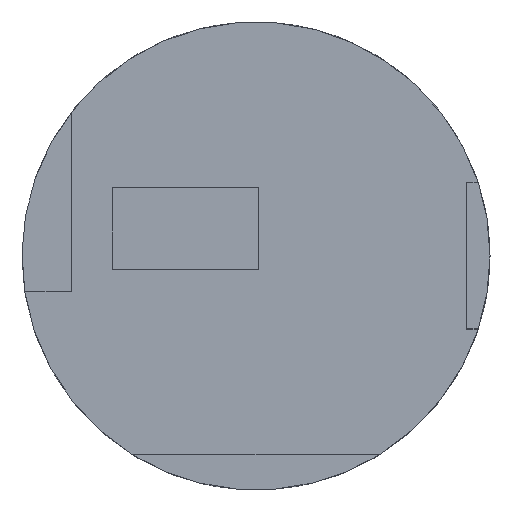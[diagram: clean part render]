
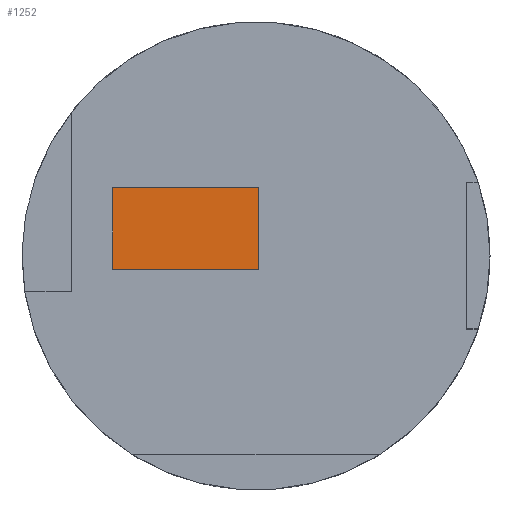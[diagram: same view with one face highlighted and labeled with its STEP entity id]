
A CAD part, top view. The second image highlights one B-rep face of the part: STEP entity #1252.
In plain terms, the highlighted planar face has unit normal (0, 0, 1).
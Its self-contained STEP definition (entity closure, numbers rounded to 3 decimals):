
#550 = PLANE('',#551);
#551 = AXIS2_PLACEMENT_3D('',#552,#553,#554);
#552 = CARTESIAN_POINT('',(-12.25,-1.15,2.));
#553 = DIRECTION('',(1.,0.,0.));
#554 = DIRECTION('',(0.,1.,0.));
#578 = PLANE('',#579);
#579 = AXIS2_PLACEMENT_3D('',#580,#581,#582);
#580 = CARTESIAN_POINT('',(-12.25,5.85,2.));
#581 = DIRECTION('',(0.,-1.,0.));
#582 = DIRECTION('',(1.,0.,0.));
#606 = PLANE('',#607);
#607 = AXIS2_PLACEMENT_3D('',#608,#609,#610);
#608 = CARTESIAN_POINT('',(0.25,5.85,2.));
#609 = DIRECTION('',(-1.,0.,0.));
#610 = DIRECTION('',(0.,-1.,0.));
#632 = PLANE('',#633);
#633 = AXIS2_PLACEMENT_3D('',#634,#635,#636);
#634 = CARTESIAN_POINT('',(0.25,-1.15,2.));
#635 = DIRECTION('',(0.,1.,0.));
#636 = DIRECTION('',(-1.,0.,0.));
#1045 = VERTEX_POINT('',#1046);
#1046 = CARTESIAN_POINT('',(-12.25,-1.15,1.));
#1067 = EDGE_CURVE('',#1045,#1068,#1070,.T.);
#1068 = VERTEX_POINT('',#1069);
#1069 = CARTESIAN_POINT('',(-12.25,5.85,1.));
#1070 = SURFACE_CURVE('',#1071,(#1075,#1082),.PCURVE_S1.);
#1071 = LINE('',#1072,#1073);
#1072 = CARTESIAN_POINT('',(-12.25,-1.15,1.));
#1073 = VECTOR('',#1074,1.);
#1074 = DIRECTION('',(0.,1.,0.));
#1075 = PCURVE('',#550,#1076);
#1076 = DEFINITIONAL_REPRESENTATION('',(#1077),#1081);
#1077 = LINE('',#1078,#1079);
#1078 = CARTESIAN_POINT('',(0.,-1.));
#1079 = VECTOR('',#1080,1.);
#1080 = DIRECTION('',(1.,0.));
#1081 = ( GEOMETRIC_REPRESENTATION_CONTEXT(2) 
PARAMETRIC_REPRESENTATION_CONTEXT() REPRESENTATION_CONTEXT('2D SPACE',''
  ) );
#1082 = PCURVE('',#1083,#1088);
#1083 = PLANE('',#1084);
#1084 = AXIS2_PLACEMENT_3D('',#1085,#1086,#1087);
#1085 = CARTESIAN_POINT('',(-12.25,5.85,1.));
#1086 = DIRECTION('',(0.,0.,1.));
#1087 = DIRECTION('',(1.,0.,0.));
#1088 = DEFINITIONAL_REPRESENTATION('',(#1089),#1093);
#1089 = LINE('',#1090,#1091);
#1090 = CARTESIAN_POINT('',(0.,-7.));
#1091 = VECTOR('',#1092,1.);
#1092 = DIRECTION('',(0.,1.));
#1093 = ( GEOMETRIC_REPRESENTATION_CONTEXT(2) 
PARAMETRIC_REPRESENTATION_CONTEXT() REPRESENTATION_CONTEXT('2D SPACE',''
  ) );
#1121 = VERTEX_POINT('',#1122);
#1122 = CARTESIAN_POINT('',(0.25,-1.15,1.));
#1143 = EDGE_CURVE('',#1121,#1045,#1144,.T.);
#1144 = SURFACE_CURVE('',#1145,(#1149,#1156),.PCURVE_S1.);
#1145 = LINE('',#1146,#1147);
#1146 = CARTESIAN_POINT('',(0.25,-1.15,1.));
#1147 = VECTOR('',#1148,1.);
#1148 = DIRECTION('',(-1.,0.,0.));
#1149 = PCURVE('',#632,#1150);
#1150 = DEFINITIONAL_REPRESENTATION('',(#1151),#1155);
#1151 = LINE('',#1152,#1153);
#1152 = CARTESIAN_POINT('',(0.,-1.));
#1153 = VECTOR('',#1154,1.);
#1154 = DIRECTION('',(1.,0.));
#1155 = ( GEOMETRIC_REPRESENTATION_CONTEXT(2) 
PARAMETRIC_REPRESENTATION_CONTEXT() REPRESENTATION_CONTEXT('2D SPACE',''
  ) );
#1156 = PCURVE('',#1083,#1157);
#1157 = DEFINITIONAL_REPRESENTATION('',(#1158),#1162);
#1158 = LINE('',#1159,#1160);
#1159 = CARTESIAN_POINT('',(12.5,-7.));
#1160 = VECTOR('',#1161,1.);
#1161 = DIRECTION('',(-1.,0.));
#1162 = ( GEOMETRIC_REPRESENTATION_CONTEXT(2) 
PARAMETRIC_REPRESENTATION_CONTEXT() REPRESENTATION_CONTEXT('2D SPACE',''
  ) );
#1170 = VERTEX_POINT('',#1171);
#1171 = CARTESIAN_POINT('',(0.25,5.85,1.));
#1192 = EDGE_CURVE('',#1170,#1121,#1193,.T.);
#1193 = SURFACE_CURVE('',#1194,(#1198,#1205),.PCURVE_S1.);
#1194 = LINE('',#1195,#1196);
#1195 = CARTESIAN_POINT('',(0.25,5.85,1.));
#1196 = VECTOR('',#1197,1.);
#1197 = DIRECTION('',(0.,-1.,0.));
#1198 = PCURVE('',#606,#1199);
#1199 = DEFINITIONAL_REPRESENTATION('',(#1200),#1204);
#1200 = LINE('',#1201,#1202);
#1201 = CARTESIAN_POINT('',(0.,-1.));
#1202 = VECTOR('',#1203,1.);
#1203 = DIRECTION('',(1.,0.));
#1204 = ( GEOMETRIC_REPRESENTATION_CONTEXT(2) 
PARAMETRIC_REPRESENTATION_CONTEXT() REPRESENTATION_CONTEXT('2D SPACE',''
  ) );
#1205 = PCURVE('',#1083,#1206);
#1206 = DEFINITIONAL_REPRESENTATION('',(#1207),#1211);
#1207 = LINE('',#1208,#1209);
#1208 = CARTESIAN_POINT('',(12.5,0.));
#1209 = VECTOR('',#1210,1.);
#1210 = DIRECTION('',(0.,-1.));
#1211 = ( GEOMETRIC_REPRESENTATION_CONTEXT(2) 
PARAMETRIC_REPRESENTATION_CONTEXT() REPRESENTATION_CONTEXT('2D SPACE',''
  ) );
#1219 = EDGE_CURVE('',#1068,#1170,#1220,.T.);
#1220 = SURFACE_CURVE('',#1221,(#1225,#1232),.PCURVE_S1.);
#1221 = LINE('',#1222,#1223);
#1222 = CARTESIAN_POINT('',(-12.25,5.85,1.));
#1223 = VECTOR('',#1224,1.);
#1224 = DIRECTION('',(1.,0.,0.));
#1225 = PCURVE('',#578,#1226);
#1226 = DEFINITIONAL_REPRESENTATION('',(#1227),#1231);
#1227 = LINE('',#1228,#1229);
#1228 = CARTESIAN_POINT('',(0.,-1.));
#1229 = VECTOR('',#1230,1.);
#1230 = DIRECTION('',(1.,0.));
#1231 = ( GEOMETRIC_REPRESENTATION_CONTEXT(2) 
PARAMETRIC_REPRESENTATION_CONTEXT() REPRESENTATION_CONTEXT('2D SPACE',''
  ) );
#1232 = PCURVE('',#1083,#1233);
#1233 = DEFINITIONAL_REPRESENTATION('',(#1234),#1238);
#1234 = LINE('',#1235,#1236);
#1235 = CARTESIAN_POINT('',(0.,0.));
#1236 = VECTOR('',#1237,1.);
#1237 = DIRECTION('',(1.,0.));
#1238 = ( GEOMETRIC_REPRESENTATION_CONTEXT(2) 
PARAMETRIC_REPRESENTATION_CONTEXT() REPRESENTATION_CONTEXT('2D SPACE',''
  ) );
#1252 = ADVANCED_FACE('',(#1253),#1083,.T.);
#1253 = FACE_BOUND('',#1254,.F.);
#1254 = EDGE_LOOP('',(#1255,#1256,#1257,#1258));
#1255 = ORIENTED_EDGE('',*,*,#1219,.T.);
#1256 = ORIENTED_EDGE('',*,*,#1192,.T.);
#1257 = ORIENTED_EDGE('',*,*,#1143,.T.);
#1258 = ORIENTED_EDGE('',*,*,#1067,.T.);
